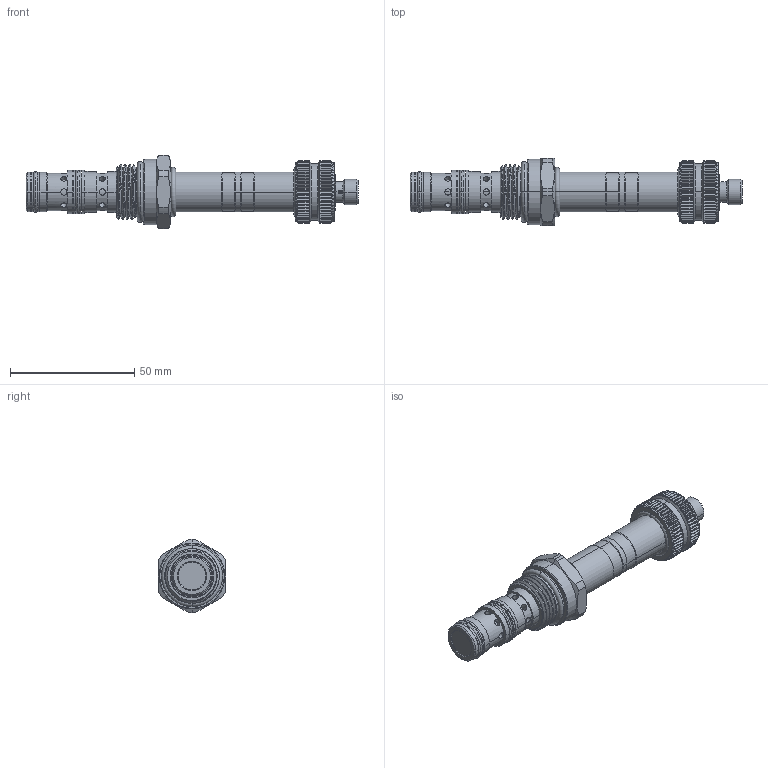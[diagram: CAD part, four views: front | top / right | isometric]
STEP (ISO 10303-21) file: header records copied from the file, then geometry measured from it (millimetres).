
FILE_DESCRIPTION (( 'STEP AP203' ), '1' );
FILE_NAME ('EP10W3C54M04.STEP', '2020-04-08T04:58:34', ( '' ), ( '' ), 'SwSTEP 2.0', 'SolidWorks 2018', '' );
FILE_SCHEMA (( 'CONFIG_CONTROL_DESIGN' ));
Length unit declared in the file: millimetre
Products named in the file (1): EP10W3C54M04
Bounding box: 133.49 x 27 x 29.6 mm (x, y, z)
Volume: 35411.8 mm3; surface area: 12571.2 mm2
Topology: 4 solids, 4 shells, 1076 faces, 2797 edges, 1768 vertices
Faces by surface type: cylinder 466, plane 425, cone 154, torus 18, bspline 13
Entity records: 38738 total; most frequent: CARTESIAN_POINT 13310, ORIENTED_EDGE 5594, DIRECTION 4972, EDGE_CURVE 2797, AXIS2_PLACEMENT_3D 1927, VERTEX_POINT 1768, EDGE_LOOP 1121, LINE 1118
